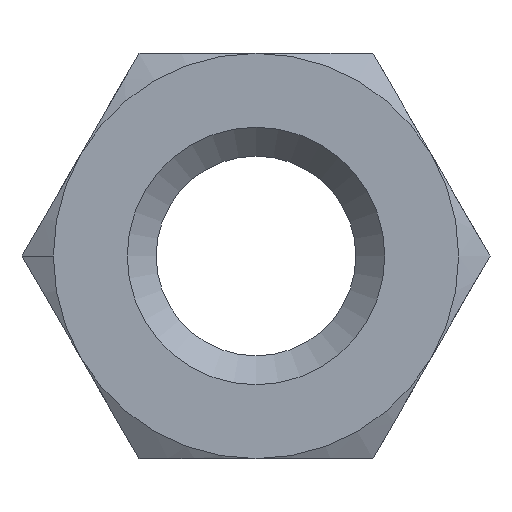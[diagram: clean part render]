
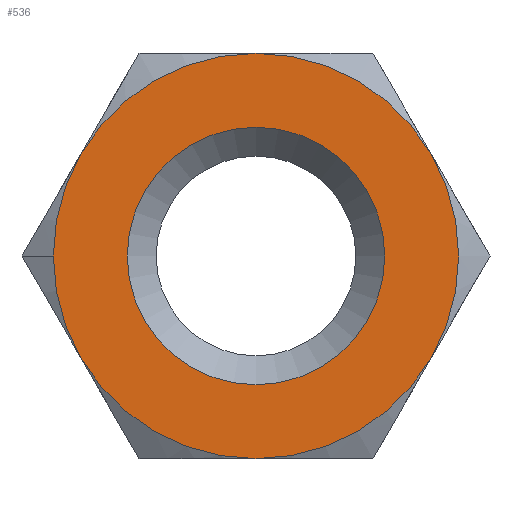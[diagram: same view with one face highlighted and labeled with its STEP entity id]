
A CAD part, left-side view. The second image highlights one B-rep face of the part: STEP entity #536.
In plain terms, the highlighted planar face has unit normal (-1, 0, 0).
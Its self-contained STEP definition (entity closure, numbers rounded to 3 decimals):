
#125=PLANE('',#584);
#138=CIRCLE('',#564,8.5);
#139=CIRCLE('',#568,8.5);
#140=CIRCLE('',#570,8.5);
#141=CIRCLE('',#573,8.5);
#142=CIRCLE('',#575,8.5);
#143=CIRCLE('',#578,8.5);
#144=CIRCLE('',#585,8.5);
#145=CIRCLE('',#586,5.4);
#146=CIRCLE('',#587,5.4);
#166=VERTEX_POINT('',#634);
#176=VERTEX_POINT('',#673);
#178=VERTEX_POINT('',#676);
#182=VERTEX_POINT('',#699);
#183=VERTEX_POINT('',#701);
#185=VERTEX_POINT('',#726);
#186=VERTEX_POINT('',#736);
#188=VERTEX_POINT('',#759);
#189=VERTEX_POINT('',#760);
#246=EDGE_CURVE('',#176,#178,#138,.T.);
#253=EDGE_CURVE('',#182,#183,#139,.T.);
#255=EDGE_CURVE('',#183,#176,#140,.T.);
#260=EDGE_CURVE('',#178,#166,#141,.T.);
#262=EDGE_CURVE('',#166,#185,#142,.T.);
#265=EDGE_CURVE('',#185,#186,#143,.T.);
#273=EDGE_CURVE('',#186,#182,#144,.F.);
#274=EDGE_CURVE('',#188,#189,#145,.F.);
#275=EDGE_CURVE('',#189,#188,#146,.F.);
#377=ORIENTED_EDGE('',*,*,#253,.F.);
#378=ORIENTED_EDGE('',*,*,#273,.F.);
#379=ORIENTED_EDGE('',*,*,#265,.F.);
#380=ORIENTED_EDGE('',*,*,#262,.F.);
#381=ORIENTED_EDGE('',*,*,#260,.F.);
#382=ORIENTED_EDGE('',*,*,#246,.F.);
#383=ORIENTED_EDGE('',*,*,#255,.F.);
#384=ORIENTED_EDGE('',*,*,#274,.T.);
#385=ORIENTED_EDGE('',*,*,#275,.T.);
#457=EDGE_LOOP('',(#377,#378,#379,#380,#381,#382,#383));
#458=EDGE_LOOP('',(#384,#385));
#497=FACE_BOUND('',#457,.T.);
#498=FACE_BOUND('',#458,.T.);
#536=ADVANCED_FACE('',(#497,#498),#125,.F.);
#564=AXIS2_PLACEMENT_3D('',#675,#836,#837);
#568=AXIS2_PLACEMENT_3D('',#700,#845,#846);
#570=AXIS2_PLACEMENT_3D('',#706,#849,#850);
#573=AXIS2_PLACEMENT_3D('',#720,#856,#857);
#575=AXIS2_PLACEMENT_3D('',#725,#860,#861);
#578=AXIS2_PLACEMENT_3D('',#735,#866,#867);
#584=AXIS2_PLACEMENT_3D('',#756,#877,$);
#585=AXIS2_PLACEMENT_3D('',#757,#878,#879);
#586=AXIS2_PLACEMENT_3D('',#758,#880,#881);
#587=AXIS2_PLACEMENT_3D('',#761,#882,#883);
#634=CARTESIAN_POINT('',(0.,-7.361,-4.25));
#673=CARTESIAN_POINT('',(0.,0.,8.5));
#675=CARTESIAN_POINT('',(0.,0.,0.));
#676=CARTESIAN_POINT('',(0.,-7.361,4.25));
#699=CARTESIAN_POINT('',(0.,8.5,0.));
#700=CARTESIAN_POINT('',(0.,0.,0.));
#701=CARTESIAN_POINT('',(0.,7.361,4.25));
#706=CARTESIAN_POINT('',(0.,0.,0.));
#720=CARTESIAN_POINT('',(0.,0.,0.));
#725=CARTESIAN_POINT('',(0.,0.,0.));
#726=CARTESIAN_POINT('',(0.,0.,-8.5));
#735=CARTESIAN_POINT('',(0.,0.,0.));
#736=CARTESIAN_POINT('',(0.,7.361,-4.25));
#756=CARTESIAN_POINT('',(0.,0.,0.));
#757=CARTESIAN_POINT('',(0.,0.,0.));
#758=CARTESIAN_POINT('',(0.,0.,0.));
#759=CARTESIAN_POINT('',(0.,0.,-5.4));
#760=CARTESIAN_POINT('',(0.,0.,5.4));
#761=CARTESIAN_POINT('',(0.,0.,0.));
#836=DIRECTION('',(1.,0.,0.));
#837=DIRECTION('',(0.,8.5,0.));
#845=DIRECTION('',(1.,0.,0.));
#846=DIRECTION('',(0.,8.5,0.));
#849=DIRECTION('',(1.,0.,0.));
#850=DIRECTION('',(0.,8.5,0.));
#856=DIRECTION('',(1.,0.,0.));
#857=DIRECTION('',(0.,8.5,0.));
#860=DIRECTION('',(1.,0.,0.));
#861=DIRECTION('',(0.,8.5,0.));
#866=DIRECTION('',(1.,0.,0.));
#867=DIRECTION('',(0.,8.5,0.));
#877=DIRECTION('',(1.,0.,0.));
#878=DIRECTION('',(-1.,0.,0.));
#879=DIRECTION('',(0.,8.5,0.));
#880=DIRECTION('',(-1.,0.,0.));
#881=DIRECTION('',(0.,0.,5.4));
#882=DIRECTION('',(-1.,0.,0.));
#883=DIRECTION('',(0.,0.,5.4));
